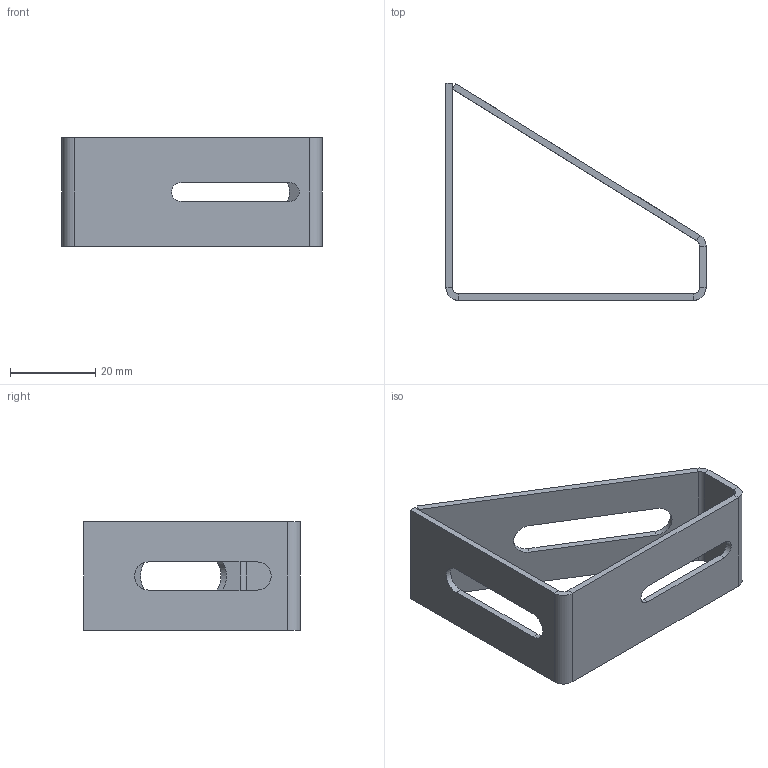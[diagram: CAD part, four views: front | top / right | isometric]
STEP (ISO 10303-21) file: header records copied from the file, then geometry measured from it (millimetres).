
FILE_DESCRIPTION((''),'2;1');
FILE_NAME('155394_SW','2011-05-05T',('banengservice'),('BANNER ENGINEERING'),'PRO/ENGINEER BY PARAMETRIC TECHNOLOGY CORPORATION, 2009141','PRO/ENGINEER BY PARAMETRIC TECHNOLOGY CORPORATION, 2009141','');
FILE_SCHEMA(('CONFIG_CONTROL_DESIGN'));
Length unit declared in the file: inch
Products named in the file (1): 155394_SW
Bounding box: 60.96 x 50.8 x 25.4 mm (x, y, z)
Volume: 6390.6 mm3; surface area: 9383 mm2
Topology: 1 solids, 1 shells, 239 faces, 660 edges, 432 vertices
Faces by surface type: plane 227, cylinder 12
Entity records: 7498 total; most frequent: CARTESIAN_POINT 1331, ORIENTED_EDGE 1320, DIRECTION 1162, EDGE_CURVE 660, VECTOR 636, LINE 636, VERTEX_POINT 432, AXIS2_PLACEMENT_3D 263
